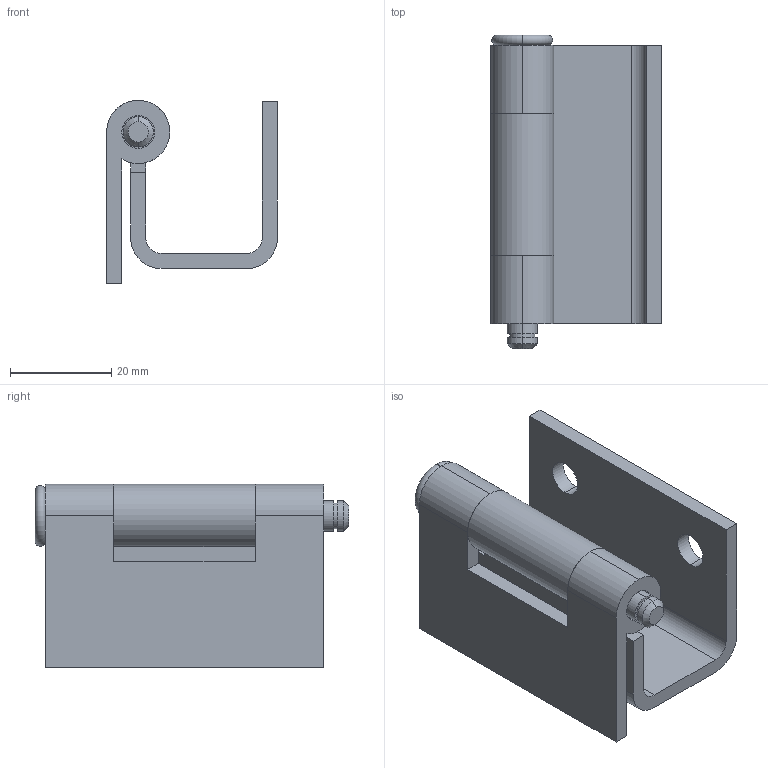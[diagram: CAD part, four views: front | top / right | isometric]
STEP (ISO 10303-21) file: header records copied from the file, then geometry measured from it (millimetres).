
FILE_DESCRIPTION (( 'STEP AP203' ), '1' );
FILE_NAME ('B-1063-3.STEP', '2009-02-19T02:09:52', ( ' ' ), ( ' ' ), 'SwSTEP 2.0', 'SolidWorks 2007', '' );
FILE_SCHEMA (( 'CONFIG_CONTROL_DESIGN' ));
Length unit declared in the file: millimetre
Products named in the file (4): B-1063-3; B-1063-3僸儞僕A__僇僞儘僌恾悺朄; B-1063-3幉__棉太倌; B-1063-3僸儞僕B__僇僞儘僌恾悺朄
Assembly tree (3 placements, depth 2):
  B-1063-3
    B-1063-3僸儞僕B__僇僞儘僌恾悺朄
    B-1063-3僸儞僕A__僇僞儘僌恾悺朄
    B-1063-3幉__棉太倌
Bounding box: 33.75 x 62 x 36.25 mm (x, y, z)
Volume: 22364.2 mm3; surface area: 16649.2 mm2
Topology: 3 solids, 3 shells, 57 faces, 142 edges, 94 vertices
Faces by surface type: cylinder 27, plane 26, cone 2, torus 2
Entity records: 2156 total; most frequent: DIRECTION 330, CARTESIAN_POINT 299, ORIENTED_EDGE 284, EDGE_CURVE 142, AXIS2_PLACEMENT_3D 125, VERTEX_POINT 94, VECTOR 80, LINE 80
